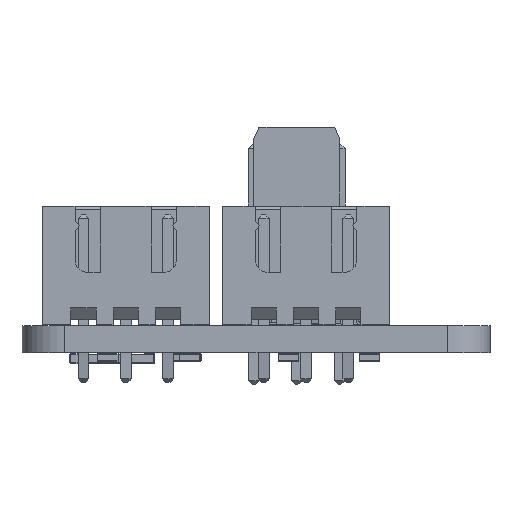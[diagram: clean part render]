
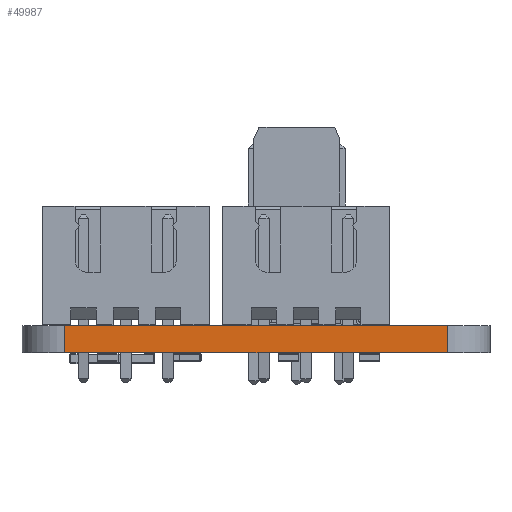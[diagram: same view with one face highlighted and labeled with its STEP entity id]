
A CAD part, front view. The second image highlights one B-rep face of the part: STEP entity #49987.
In plain terms, the highlighted planar face has unit normal (0, -1, 0).
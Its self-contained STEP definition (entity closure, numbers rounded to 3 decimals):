
#48375 = PLANE('',#48376);
#48376 = AXIS2_PLACEMENT_3D('',#48377,#48378,#48379);
#48377 = CARTESIAN_POINT('',(135.255,-97.79,1.6));
#48378 = DIRECTION('',(0.,0.,1.));
#48379 = DIRECTION('',(1.,0.,0.));
#48429 = PLANE('',#48430);
#48430 = AXIS2_PLACEMENT_3D('',#48431,#48432,#48433);
#48431 = CARTESIAN_POINT('',(135.255,-97.79,0.));
#48432 = DIRECTION('',(0.,0.,1.));
#48433 = DIRECTION('',(1.,0.,0.));
#48626 = VERTEX_POINT('',#48627);
#48627 = CARTESIAN_POINT('',(123.952,-113.792,0.));
#48642 = CYLINDRICAL_SURFACE('',#48643,2.54);
#48643 = AXIS2_PLACEMENT_3D('',#48644,#48645,#48646);
#48644 = CARTESIAN_POINT('',(123.952,-111.252,0.));
#48645 = DIRECTION('',(0.,0.,-1.));
#48646 = DIRECTION('',(1.,0.,0.));
#48654 = EDGE_CURVE('',#48626,#48655,#48657,.T.);
#48655 = VERTEX_POINT('',#48656);
#48656 = CARTESIAN_POINT('',(146.558,-113.792,0.));
#48657 = SURFACE_CURVE('',#48658,(#48662,#48669),.PCURVE_S1.);
#48658 = LINE('',#48659,#48660);
#48659 = CARTESIAN_POINT('',(123.952,-113.792,0.));
#48660 = VECTOR('',#48661,1.);
#48661 = DIRECTION('',(1.,0.,0.));
#48662 = PCURVE('',#48429,#48663);
#48663 = DEFINITIONAL_REPRESENTATION('',(#48664),#48668);
#48664 = LINE('',#48665,#48666);
#48665 = CARTESIAN_POINT('',(-11.303,-16.002));
#48666 = VECTOR('',#48667,1.);
#48667 = DIRECTION('',(1.,0.));
#48668 = ( GEOMETRIC_REPRESENTATION_CONTEXT(2) 
PARAMETRIC_REPRESENTATION_CONTEXT() REPRESENTATION_CONTEXT('2D SPACE',''
  ) );
#48669 = PCURVE('',#48670,#48675);
#48670 = PLANE('',#48671);
#48671 = AXIS2_PLACEMENT_3D('',#48672,#48673,#48674);
#48672 = CARTESIAN_POINT('',(123.952,-113.792,0.));
#48673 = DIRECTION('',(0.,1.,0.));
#48674 = DIRECTION('',(1.,0.,0.));
#48675 = DEFINITIONAL_REPRESENTATION('',(#48676),#48680);
#48676 = LINE('',#48677,#48678);
#48677 = CARTESIAN_POINT('',(0.,0.));
#48678 = VECTOR('',#48679,1.);
#48679 = DIRECTION('',(1.,0.));
#48680 = ( GEOMETRIC_REPRESENTATION_CONTEXT(2) 
PARAMETRIC_REPRESENTATION_CONTEXT() REPRESENTATION_CONTEXT('2D SPACE',''
  ) );
#48699 = CYLINDRICAL_SURFACE('',#48700,2.54);
#48700 = AXIS2_PLACEMENT_3D('',#48701,#48702,#48703);
#48701 = CARTESIAN_POINT('',(146.558,-111.252,0.));
#48702 = DIRECTION('',(0.,0.,-1.));
#48703 = DIRECTION('',(1.,0.,0.));
#49320 = VERTEX_POINT('',#49321);
#49321 = CARTESIAN_POINT('',(123.952,-113.792,1.6));
#49343 = EDGE_CURVE('',#49320,#49344,#49346,.T.);
#49344 = VERTEX_POINT('',#49345);
#49345 = CARTESIAN_POINT('',(146.558,-113.792,1.6));
#49346 = SURFACE_CURVE('',#49347,(#49351,#49358),.PCURVE_S1.);
#49347 = LINE('',#49348,#49349);
#49348 = CARTESIAN_POINT('',(123.952,-113.792,1.6));
#49349 = VECTOR('',#49350,1.);
#49350 = DIRECTION('',(1.,0.,0.));
#49351 = PCURVE('',#48375,#49352);
#49352 = DEFINITIONAL_REPRESENTATION('',(#49353),#49357);
#49353 = LINE('',#49354,#49355);
#49354 = CARTESIAN_POINT('',(-11.303,-16.002));
#49355 = VECTOR('',#49356,1.);
#49356 = DIRECTION('',(1.,0.));
#49357 = ( GEOMETRIC_REPRESENTATION_CONTEXT(2) 
PARAMETRIC_REPRESENTATION_CONTEXT() REPRESENTATION_CONTEXT('2D SPACE',''
  ) );
#49358 = PCURVE('',#48670,#49359);
#49359 = DEFINITIONAL_REPRESENTATION('',(#49360),#49364);
#49360 = LINE('',#49361,#49362);
#49361 = CARTESIAN_POINT('',(0.,-1.6));
#49362 = VECTOR('',#49363,1.);
#49363 = DIRECTION('',(1.,0.));
#49364 = ( GEOMETRIC_REPRESENTATION_CONTEXT(2) 
PARAMETRIC_REPRESENTATION_CONTEXT() REPRESENTATION_CONTEXT('2D SPACE',''
  ) );
#49937 = EDGE_CURVE('',#48655,#49344,#49938,.T.);
#49938 = SURFACE_CURVE('',#49939,(#49943,#49950),.PCURVE_S1.);
#49939 = LINE('',#49940,#49941);
#49940 = CARTESIAN_POINT('',(146.558,-113.792,0.));
#49941 = VECTOR('',#49942,1.);
#49942 = DIRECTION('',(0.,0.,1.));
#49943 = PCURVE('',#48699,#49944);
#49944 = DEFINITIONAL_REPRESENTATION('',(#49945),#49949);
#49945 = LINE('',#49946,#49947);
#49946 = CARTESIAN_POINT('',(-4.712,0.));
#49947 = VECTOR('',#49948,1.);
#49948 = DIRECTION('',(0.,-1.));
#49949 = ( GEOMETRIC_REPRESENTATION_CONTEXT(2) 
PARAMETRIC_REPRESENTATION_CONTEXT() REPRESENTATION_CONTEXT('2D SPACE',''
  ) );
#49950 = PCURVE('',#48670,#49951);
#49951 = DEFINITIONAL_REPRESENTATION('',(#49952),#49956);
#49952 = LINE('',#49953,#49954);
#49953 = CARTESIAN_POINT('',(22.606,0.));
#49954 = VECTOR('',#49955,1.);
#49955 = DIRECTION('',(0.,-1.));
#49956 = ( GEOMETRIC_REPRESENTATION_CONTEXT(2) 
PARAMETRIC_REPRESENTATION_CONTEXT() REPRESENTATION_CONTEXT('2D SPACE',''
  ) );
#49966 = EDGE_CURVE('',#48626,#49320,#49967,.T.);
#49967 = SURFACE_CURVE('',#49968,(#49972,#49979),.PCURVE_S1.);
#49968 = LINE('',#49969,#49970);
#49969 = CARTESIAN_POINT('',(123.952,-113.792,0.));
#49970 = VECTOR('',#49971,1.);
#49971 = DIRECTION('',(0.,0.,1.));
#49972 = PCURVE('',#48642,#49973);
#49973 = DEFINITIONAL_REPRESENTATION('',(#49974),#49978);
#49974 = LINE('',#49975,#49976);
#49975 = CARTESIAN_POINT('',(-4.712,0.));
#49976 = VECTOR('',#49977,1.);
#49977 = DIRECTION('',(0.,-1.));
#49978 = ( GEOMETRIC_REPRESENTATION_CONTEXT(2) 
PARAMETRIC_REPRESENTATION_CONTEXT() REPRESENTATION_CONTEXT('2D SPACE',''
  ) );
#49979 = PCURVE('',#48670,#49980);
#49980 = DEFINITIONAL_REPRESENTATION('',(#49981),#49985);
#49981 = LINE('',#49982,#49983);
#49982 = CARTESIAN_POINT('',(0.,0.));
#49983 = VECTOR('',#49984,1.);
#49984 = DIRECTION('',(0.,-1.));
#49985 = ( GEOMETRIC_REPRESENTATION_CONTEXT(2) 
PARAMETRIC_REPRESENTATION_CONTEXT() REPRESENTATION_CONTEXT('2D SPACE',''
  ) );
#49987 = ADVANCED_FACE('',(#49988),#48670,.F.);
#49988 = FACE_BOUND('',#49989,.F.);
#49989 = EDGE_LOOP('',(#49990,#49991,#49992,#49993));
#49990 = ORIENTED_EDGE('',*,*,#49966,.T.);
#49991 = ORIENTED_EDGE('',*,*,#49343,.T.);
#49992 = ORIENTED_EDGE('',*,*,#49937,.F.);
#49993 = ORIENTED_EDGE('',*,*,#48654,.F.);
